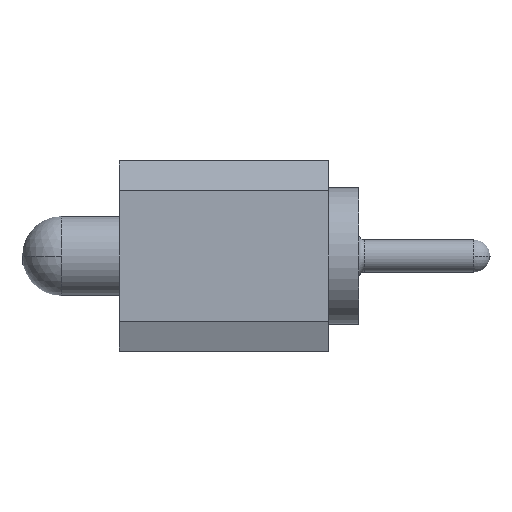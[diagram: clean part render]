
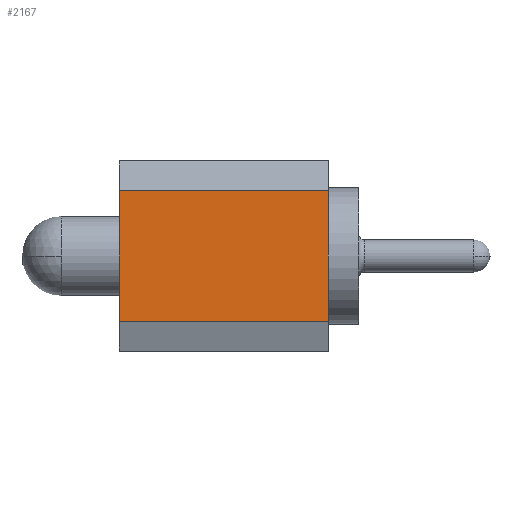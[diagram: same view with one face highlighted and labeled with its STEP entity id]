
A CAD part, left-side view. The second image highlights one B-rep face of the part: STEP entity #2167.
In plain terms, the highlighted planar face has unit normal (-1, 0, 0).
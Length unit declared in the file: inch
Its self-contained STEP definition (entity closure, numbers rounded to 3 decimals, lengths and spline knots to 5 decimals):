
#55 = CARTESIAN_POINT ( 'NONE',  ( -0.01203, 0., -0.01575 ) ) ;
#126 = VERTEX_POINT ( 'NONE', #2329 ) ;
#165 = DIRECTION ( 'NONE',  ( 0., 0., 1. ) ) ;
#202 = ORIENTED_EDGE ( 'NONE', *, *, #234, .F. ) ;
#234 = EDGE_CURVE ( 'NONE', #1649, #2282, #2369, .T. ) ;
#430 = LINE ( 'NONE', #2488, #1425 ) ;
#441 = ORIENTED_EDGE ( 'NONE', *, *, #1427, .T. ) ;
#479 = CARTESIAN_POINT ( 'NONE',  ( -0.01203, 0., -0.08425 ) ) ;
#556 = LINE ( 'NONE', #2025, #1290 ) ;
#791 = ORIENTED_EDGE ( 'NONE', *, *, #2240, .F. ) ;
#937 = CARTESIAN_POINT ( 'NONE',  ( -0.01203, -0.11, -0.08425 ) ) ;
#948 = FACE_OUTER_BOUND ( 'NONE', #1968, .T. ) ;
#1173 = VECTOR ( 'NONE', #1634, 39.37008 ) ;
#1192 = VECTOR ( 'NONE', #1761, 39.37008 ) ;
#1248 = DIRECTION ( 'NONE',  ( 0., 1., 0. ) ) ;
#1290 = VECTOR ( 'NONE', #165, 39.37008 ) ;
#1381 = CARTESIAN_POINT ( 'NONE',  ( -0.01203, -0.11, -0.08425 ) ) ;
#1406 = LINE ( 'NONE', #1381, #1173 ) ;
#1408 = CARTESIAN_POINT ( 'NONE',  ( -0.01203, -0.11, -0.08425 ) ) ;
#1425 = VECTOR ( 'NONE', #1248, 39.37008 ) ;
#1427 = EDGE_CURVE ( 'NONE', #1927, #126, #556, .T. ) ;
#1572 = PLANE ( 'NONE',  #1598 ) ;
#1598 = AXIS2_PLACEMENT_3D ( 'NONE', #937, #2384, #2184 ) ;
#1634 = DIRECTION ( 'NONE',  ( 0., 1., 0. ) ) ;
#1649 = VERTEX_POINT ( 'NONE', #479 ) ;
#1761 = DIRECTION ( 'NONE',  ( 0., 0., 1. ) ) ;
#1927 = VERTEX_POINT ( 'NONE', #1408 ) ;
#1968 = EDGE_LOOP ( 'NONE', ( #202, #791, #441, #2030 ) ) ;
#2025 = CARTESIAN_POINT ( 'NONE',  ( -0.01203, -0.11, -0.08425 ) ) ;
#2030 = ORIENTED_EDGE ( 'NONE', *, *, #2330, .T. ) ;
#2167 = ADVANCED_FACE ( 'NONE', ( #948 ), #1572, .T. ) ;
#2184 = DIRECTION ( 'NONE',  ( 0., 0., 1. ) ) ;
#2194 = CARTESIAN_POINT ( 'NONE',  ( -0.01203, 0., -0.08425 ) ) ;
#2240 = EDGE_CURVE ( 'NONE', #1927, #1649, #1406, .T. ) ;
#2282 = VERTEX_POINT ( 'NONE', #55 ) ;
#2329 = CARTESIAN_POINT ( 'NONE',  ( -0.01203, -0.11, -0.01575 ) ) ;
#2330 = EDGE_CURVE ( 'NONE', #126, #2282, #430, .T. ) ;
#2369 = LINE ( 'NONE', #2194, #1192 ) ;
#2384 = DIRECTION ( 'NONE',  ( -1., 0., 0. ) ) ;
#2488 = CARTESIAN_POINT ( 'NONE',  ( -0.01203, -0.11, -0.01575 ) ) ;
